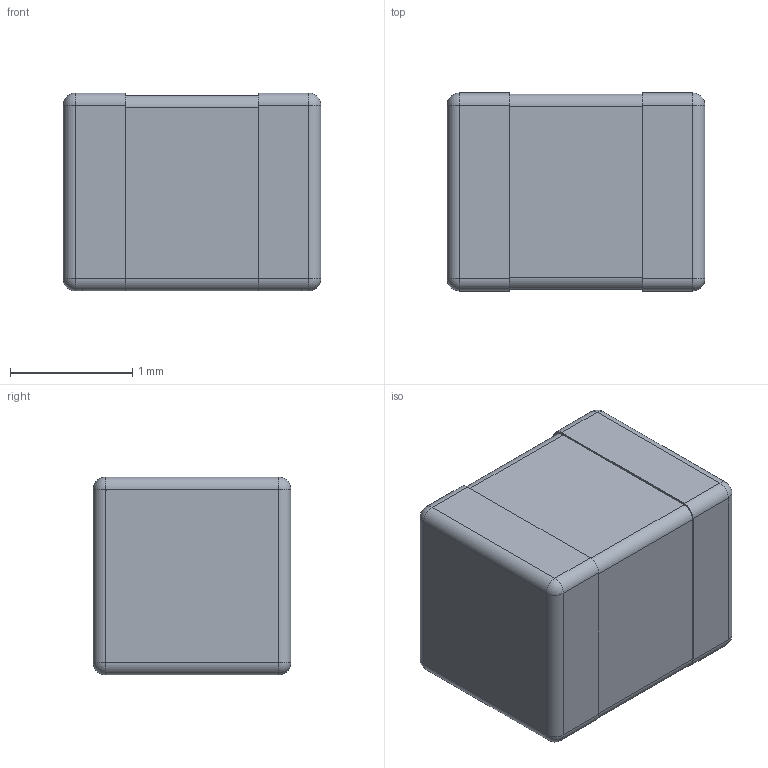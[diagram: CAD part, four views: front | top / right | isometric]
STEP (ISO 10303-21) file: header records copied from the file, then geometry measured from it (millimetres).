
FILE_DESCRIPTION(('FreeCAD Model'),'2;1');
FILE_NAME('ferrita_0806.step','2017-11-04T00:59:32',('Author'),(''), 'Open CASCADE STEP processor 6.8','FreeCAD','Unknown');
FILE_SCHEMA(('AUTOMOTIVE_DESIGN_CC2 { 1 2 10303 214 -1 1 5 4 }'));
Length unit declared in the file: millimetre
Products named in the file (4): ASSEMBLY; Fillet006; Fillet007; Fillet011
Assembly tree (3 placements, depth 2):
  ASSEMBLY
    Fillet006
    Fillet007
    Fillet011
Bounding box: 2.11 x 1.62 x 1.62 mm (x, y, z)
Surface area: 33.4 mm2
Topology: 3 solids, 3 shells, 62 faces, 136 edges, 64 vertices
Faces by surface type: cylinder 28, plane 18, sphere 16
Entity records: 1628 total; most frequent: DIRECTION 308, CARTESIAN_POINT 250, ORIENTED_EDGE 240, AXIS2_PLACEMENT_3D 122, EDGE_CURVE 120, VERTEX_POINT 64, LINE 64, VECTOR 64
